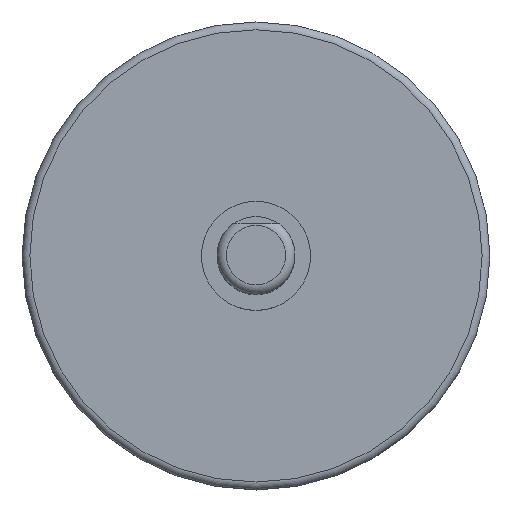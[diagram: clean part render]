
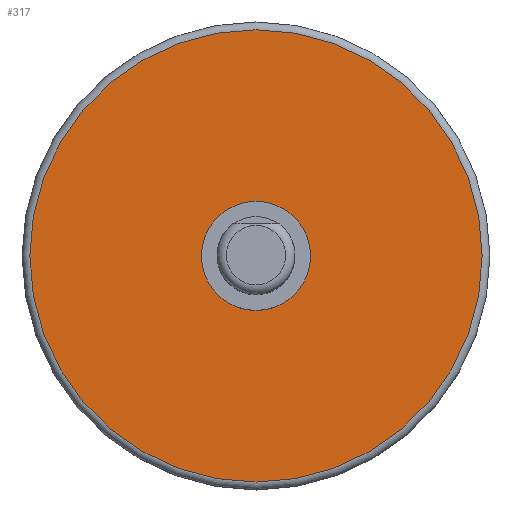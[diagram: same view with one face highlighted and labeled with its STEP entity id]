
A CAD part, top view. The second image highlights one B-rep face of the part: STEP entity #317.
In plain terms, the highlighted planar face has unit normal (0, 0, 1).
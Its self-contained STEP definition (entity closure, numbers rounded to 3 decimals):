
#25=PLANE('',#344);
#46=ORIENTED_EDGE('',*,*,#84,.T.);
#47=ORIENTED_EDGE('',*,*,#85,.T.);
#84=EDGE_CURVE('',#103,#103,#118,.T.);
#85=EDGE_CURVE('',#104,#104,#119,.F.);
#103=VERTEX_POINT('',#457);
#104=VERTEX_POINT('',#459);
#118=CIRCLE('',#345,3.5);
#119=CIRCLE('',#346,14.5);
#132=EDGE_LOOP('',(#46));
#133=EDGE_LOOP('',(#47));
#162=FACE_BOUND('',#132,.T.);
#163=FACE_BOUND('',#133,.T.);
#317=ADVANCED_FACE('',(#162,#163),#25,.F.);
#344=AXIS2_PLACEMENT_3D('',#455,#387,#388);
#345=AXIS2_PLACEMENT_3D('',#456,#389,#390);
#346=AXIS2_PLACEMENT_3D('',#458,#391,#392);
#387=DIRECTION('',(0.,0.,-1.));
#388=DIRECTION('',(-1.,0.,0.));
#389=DIRECTION('',(0.,0.,-1.));
#390=DIRECTION('',(0.,1.,0.));
#391=DIRECTION('',(0.,0.,-1.));
#392=DIRECTION('',(-1.,0.,0.));
#455=CARTESIAN_POINT('',(0.,0.,6.5));
#456=CARTESIAN_POINT('',(0.,0.,6.5));
#457=CARTESIAN_POINT('',(0.,3.5,6.5));
#458=CARTESIAN_POINT('',(0.,0.,6.5));
#459=CARTESIAN_POINT('',(-14.5,0.,6.5));
